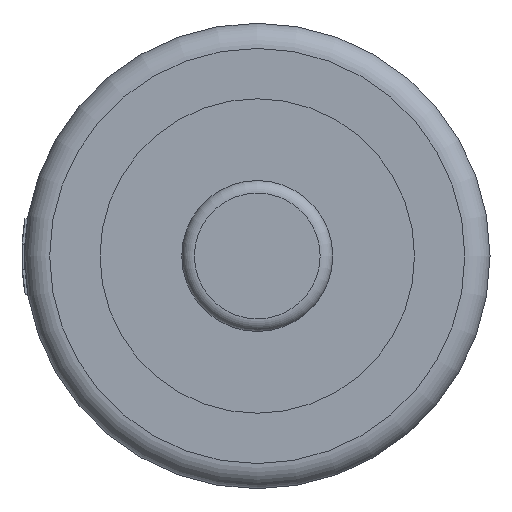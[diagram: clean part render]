
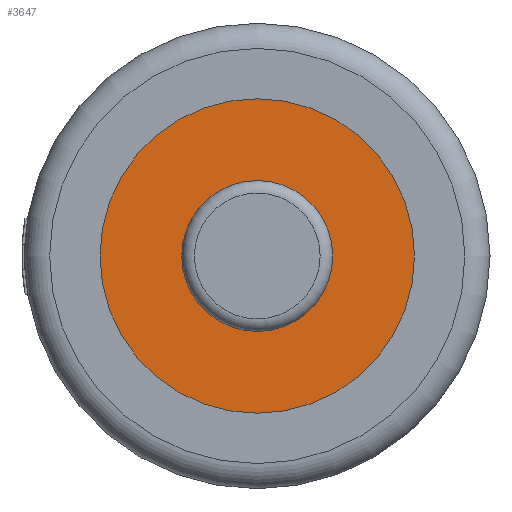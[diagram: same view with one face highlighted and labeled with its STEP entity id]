
A CAD part, front view. The second image highlights one B-rep face of the part: STEP entity #3647.
In plain terms, the highlighted planar face has unit normal (0, -1, 0).
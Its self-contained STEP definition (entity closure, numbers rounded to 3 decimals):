
#50=PLANE('',#3761);
#178=FACE_BOUND('',#602,.T.);
#195=CIRCLE('',#3756,3.);
#197=CIRCLE('',#3760,6.25);
#394=FACE_OUTER_BOUND('',#601,.T.);
#601=EDGE_LOOP('',(#3368));
#602=EDGE_LOOP('',(#3369));
#1714=VERTEX_POINT('',#13258);
#1716=VERTEX_POINT('',#13265);
#2266=EDGE_CURVE('',#1714,#1714,#195,.T.);
#2269=EDGE_CURVE('',#1716,#1716,#197,.T.);
#3368=ORIENTED_EDGE('',*,*,#2269,.F.);
#3369=ORIENTED_EDGE('',*,*,#2266,.T.);
#3647=ADVANCED_FACE('',(#394,#178),#50,.T.);
#3756=AXIS2_PLACEMENT_3D('',#13260,#4157,#4158);
#3760=AXIS2_PLACEMENT_3D('',#13267,#4166,#4167);
#3761=AXIS2_PLACEMENT_3D('',#13268,#4168,#4169);
#4157=DIRECTION('center_axis',(0.,1.,0.));
#4158=DIRECTION('ref_axis',(1.,0.,0.));
#4166=DIRECTION('center_axis',(0.,1.,0.));
#4167=DIRECTION('ref_axis',(1.,0.,0.));
#4168=DIRECTION('center_axis',(0.,-1.,0.));
#4169=DIRECTION('ref_axis',(1.,0.,0.));
#13258=CARTESIAN_POINT('',(-3.,-67.7,0.));
#13260=CARTESIAN_POINT('Origin',(0.,-67.7,0.));
#13265=CARTESIAN_POINT('',(-6.25,-67.7,0.));
#13267=CARTESIAN_POINT('Origin',(0.,-67.7,0.));
#13268=CARTESIAN_POINT('Origin',(0.,-67.7,0.));
